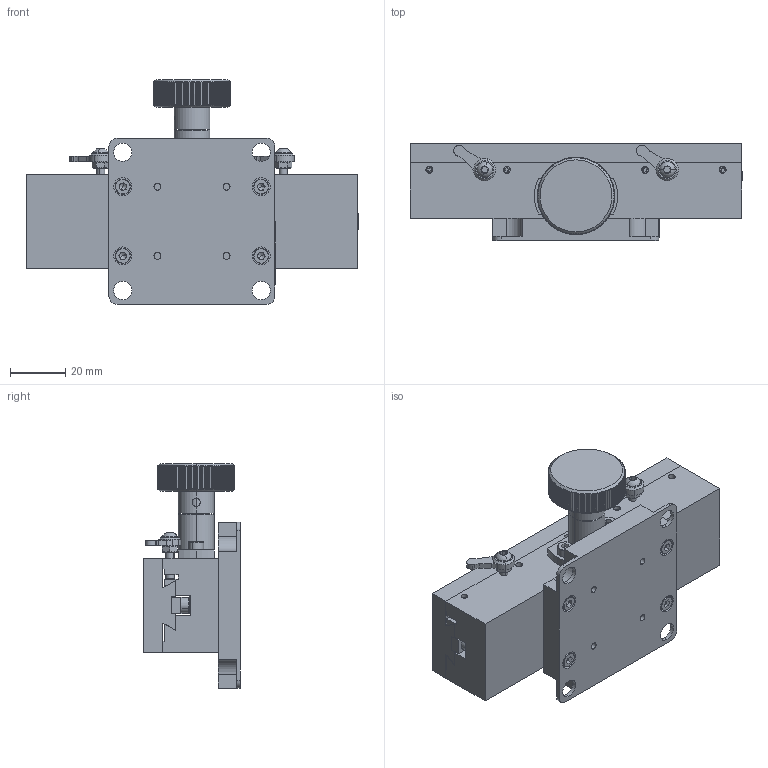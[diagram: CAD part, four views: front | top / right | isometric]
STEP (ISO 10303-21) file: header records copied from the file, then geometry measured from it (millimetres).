
FILE_DESCRIPTION (( 'STEP AP203' ), '1' );
FILE_NAME ('06TTS-100M.STEP', '2017-02-06T03:49:02', ( '' ), ( '' ), 'SwSTEP 2.0', 'SolidWorks 2016', '' );
FILE_SCHEMA (( 'CONFIG_CONTROL_DESIGN' ));
Products named in the file (1): 06TTS-100M
Bounding box: 120 x 35 x 81.2 mm (x, y, z)
Volume: 140879.8 mm3; surface area: 55212.1 mm2
Topology: 32 solids, 32 shells, 2391 faces, 6545 edges, 4259 vertices
Faces by surface type: plane 1428, cylinder 540, bspline 240, cone 131, torus 48, sphere 4
Entity records: 90407 total; most frequent: CARTESIAN_POINT 31084, ORIENTED_EDGE 12966, DIRECTION 11166, EDGE_CURVE 6483, VECTOR 4644, LINE 4644, VERTEX_POINT 4259, AXIS2_PLACEMENT_3D 3261
